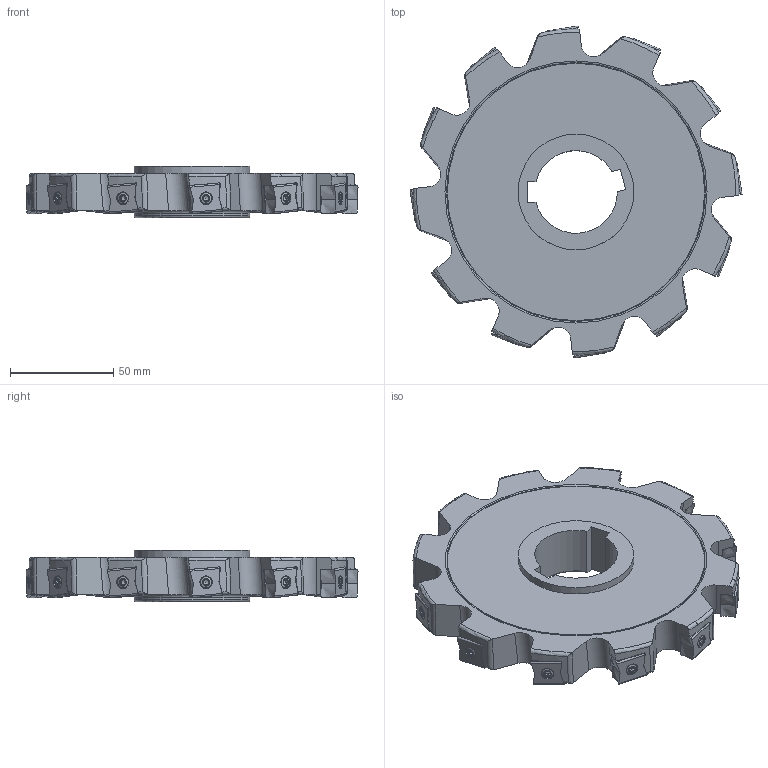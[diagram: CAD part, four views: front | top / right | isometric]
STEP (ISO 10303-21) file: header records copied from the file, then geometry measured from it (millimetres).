
FILE_DESCRIPTION(/* description */ (''),/* implementation_level */ '2;1');
FILE_NAME(/* name */ '335.98-160-07-40-12R_Detailed.stp',/* time_stamp */ '2024-07-18T09:00:16+06:00',/* author */ (''),/* organization */ (''),/* preprocessor_version */ 'ST-DEVELOPER v18.102',/* originating_system */ 'SIEMENS PLM Software NX2206.8101',/* authorisation */ '');
FILE_SCHEMA (('AUTOMOTIVE_DESIGN { 1 0 10303 214 3 1 1 1 }'));
Length unit declared in the file: millimetre
Products named in the file (4): CUT; NOCUT; ASSEMBLY_CONSTRUCTION; A2772583_stp
Assembly tree (14 placements, depth 2):
  A2772583_stp
    ASSEMBLY_CONSTRUCTION
    NOCUT
    CUT  x12
Bounding box: 160.73 x 160.73 x 25 mm (x, y, z)
Volume: 289431.6 mm3; surface area: 59918.9 mm2
Topology: 13 solids, 13 shells, 636 faces, 2356 edges, 1814 vertices
Faces by surface type: cylinder 292, plane 156, bspline 72, torus 52, cone 52, sphere 12
Full cylindrical faces by diameter (mm): 4 x12, 4.7 x12, 5.5 x12, 56 x2
Entity records: 32741 total; most frequent: CARTESIAN_POINT 21928, ORIENTED_EDGE 2408, DIRECTION 1842, EDGE_CURVE 1204, VERTEX_POINT 882, AXIS2_PLACEMENT_3D 779, B_SPLINE_CURVE_WITH_KNOTS 573, EDGE_LOOP 520
